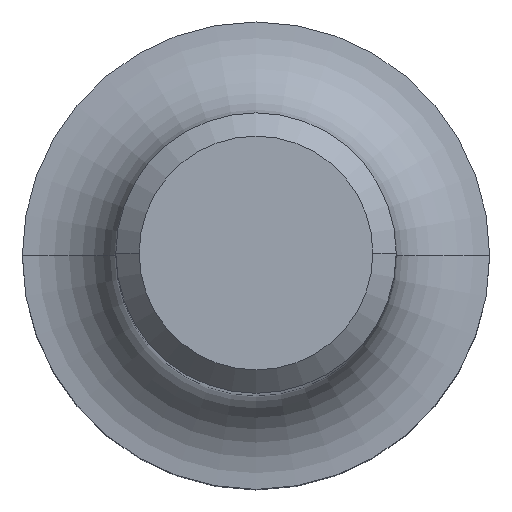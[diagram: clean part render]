
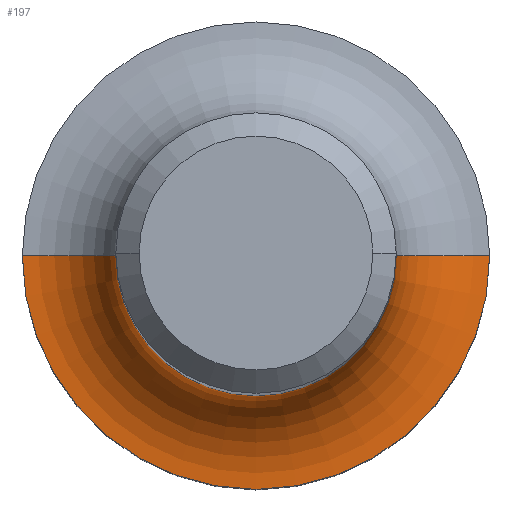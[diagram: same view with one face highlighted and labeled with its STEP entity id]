
A CAD part, top view. The second image highlights one B-rep face of the part: STEP entity #197.
In plain terms, the highlighted toroidal (fillet/blend) face has major radius 7.938 mm and minor radius 3.175 mm.
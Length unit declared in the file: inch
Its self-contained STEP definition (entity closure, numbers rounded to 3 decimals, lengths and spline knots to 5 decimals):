
#14 = DIRECTION ( 'NONE',  ( 1., 0., 0. ) ) ;
#22 = CIRCLE ( 'NONE', #275, 0.125 ) ;
#24 = CARTESIAN_POINT ( 'NONE',  ( 0., 0., -1.88 ) ) ;
#55 = EDGE_CURVE ( 'NONE', #303, #427, #282, .T. ) ;
#60 = AXIS2_PLACEMENT_3D ( 'NONE', #100, #440, #151 ) ;
#66 = VERTEX_POINT ( 'NONE', #76 ) ;
#67 = DIRECTION ( 'NONE',  ( 0., 0., 1. ) ) ;
#76 = CARTESIAN_POINT ( 'NONE',  ( -0.3125, 0., -2.005 ) ) ;
#100 = CARTESIAN_POINT ( 'NONE',  ( 0., 0., -2.005 ) ) ;
#108 = EDGE_LOOP ( 'NONE', ( #344, #183, #230, #509 ) ) ;
#114 = EDGE_CURVE ( 'NONE', #424, #303, #199, .T. ) ;
#139 = DIRECTION ( 'NONE',  ( 1., 0., 0. ) ) ;
#140 = CARTESIAN_POINT ( 'NONE',  ( -0.1875, 0., -1.88 ) ) ;
#151 = DIRECTION ( 'NONE',  ( 1., 0., 0. ) ) ;
#183 = ORIENTED_EDGE ( 'NONE', *, *, #386, .T. ) ;
#197 = ADVANCED_FACE ( 'NONE', ( #263 ), #487, .F. ) ;
#199 = CIRCLE ( 'NONE', #420, 0.1875 ) ;
#230 = ORIENTED_EDGE ( 'NONE', *, *, #331, .T. ) ;
#263 = FACE_OUTER_BOUND ( 'NONE', #108, .T. ) ;
#275 = AXIS2_PLACEMENT_3D ( 'NONE', #491, #464, #305 ) ;
#280 = AXIS2_PLACEMENT_3D ( 'NONE', #24, #67, #139 ) ;
#282 = CIRCLE ( 'NONE', #484, 0.125 ) ;
#303 = VERTEX_POINT ( 'NONE', #416 ) ;
#305 = DIRECTION ( 'NONE',  ( -1., 0., 0. ) ) ;
#331 = EDGE_CURVE ( 'NONE', #66, #427, #479, .T. ) ;
#344 = ORIENTED_EDGE ( 'NONE', *, *, #114, .F. ) ;
#386 = EDGE_CURVE ( 'NONE', #424, #66, #22, .T. ) ;
#409 = CARTESIAN_POINT ( 'NONE',  ( 0., 0., -1.88 ) ) ;
#416 = CARTESIAN_POINT ( 'NONE',  ( 0.1875, 0., -1.88 ) ) ;
#420 = AXIS2_PLACEMENT_3D ( 'NONE', #409, #495, #14 ) ;
#424 = VERTEX_POINT ( 'NONE', #140 ) ;
#427 = VERTEX_POINT ( 'NONE', #439 ) ;
#439 = CARTESIAN_POINT ( 'NONE',  ( 0.3125, 0., -2.005 ) ) ;
#440 = DIRECTION ( 'NONE',  ( 0., 0., 1. ) ) ;
#445 = DIRECTION ( 'NONE',  ( 1., 0., 0. ) ) ;
#449 = CARTESIAN_POINT ( 'NONE',  ( 0.3125, 0., -1.88 ) ) ;
#464 = DIRECTION ( 'NONE',  ( 0., 1., 0. ) ) ;
#479 = CIRCLE ( 'NONE', #60, 0.3125 ) ;
#484 = AXIS2_PLACEMENT_3D ( 'NONE', #449, #488, #445 ) ;
#487 = TOROIDAL_SURFACE ( 'NONE', #280, 0.3125, 0.125 ) ;
#488 = DIRECTION ( 'NONE',  ( 0., -1., 0. ) ) ;
#491 = CARTESIAN_POINT ( 'NONE',  ( -0.3125, 0., -1.88 ) ) ;
#495 = DIRECTION ( 'NONE',  ( 0., 0., 1. ) ) ;
#509 = ORIENTED_EDGE ( 'NONE', *, *, #55, .F. ) ;
